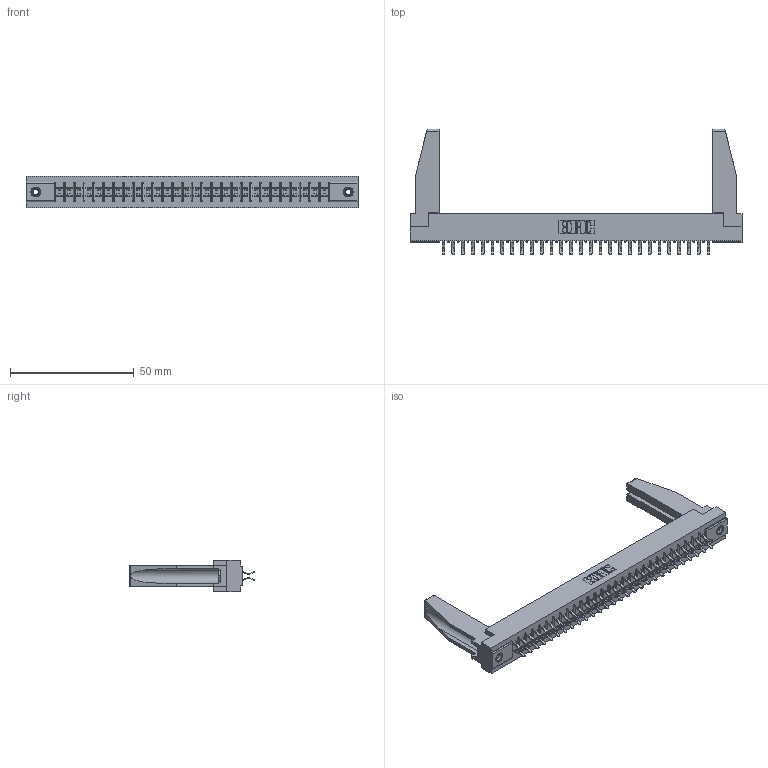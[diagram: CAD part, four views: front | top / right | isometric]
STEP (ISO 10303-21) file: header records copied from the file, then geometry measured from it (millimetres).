
FILE_DESCRIPTION (( 'STEP AP203' ), '1' );
FILE_NAME ('305-056-556-578.STEP', '2019-09-10T00:06:35', ( '' ), ( '' ), 'SwSTEP 2.0', 'SolidWorks 2016', '' );
FILE_SCHEMA (( 'CONFIG_CONTROL_DESIGN' ));
Length unit declared in the file: inch
Products named in the file (5): 305-290-001_556; 307-220-078; 345-250-001_345-250-001-102; 305 Part_.156 Dia; 305-056-556-578
Assembly tree (61 placements, depth 2):
  305-056-556-578
    305 Part_.156 Dia
    305-290-001_556  x56
    345-250-001_345-250-001-102  x2
    307-220-078  x2
Bounding box: 133.96 x 50.67 x 12.7 mm (x, y, z)
Volume: 17487.7 mm3; surface area: 21315.2 mm2
Topology: 61 solids, 61 shells, 3382 faces, 9690 edges, 6300 vertices
Faces by surface type: plane 1888, cylinder 1366, sphere 112, cone 12, torus 4
Entity records: 34682 total; most frequent: CARTESIAN_POINT 5748, ORIENTED_EDGE 5662, DIRECTION 5533, EDGE_CURVE 2831, LINE 2267, VECTOR 2267, VERTEX_POINT 1806, AXIS2_PLACEMENT_3D 1633
